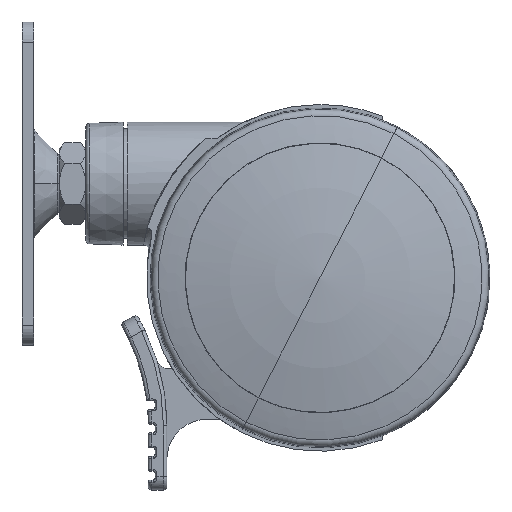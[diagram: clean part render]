
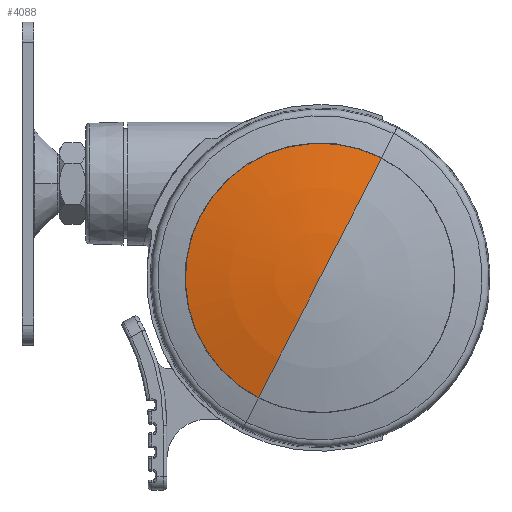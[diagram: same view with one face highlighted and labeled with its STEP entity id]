
A CAD part, left-side view. The second image highlights one B-rep face of the part: STEP entity #4088.
In plain terms, the highlighted toroidal (fillet/blend) face has major radius 3.685 mm and minor radius 200 mm.
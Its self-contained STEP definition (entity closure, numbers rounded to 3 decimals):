
#688 = CARTESIAN_POINT ( 'NONE',  ( 0., 0., 180.466 ) ) ;
#719 = DIRECTION ( 'NONE',  ( -1., 0., 0. ) ) ;
#834 = AXIS2_PLACEMENT_3D ( 'NONE', #8577, #13621, #2336 ) ;
#1381 = VERTEX_POINT ( 'NONE', #15323 ) ;
#1900 = CARTESIAN_POINT ( 'NONE',  ( 0., 0., -14.705 ) ) ;
#1925 = FACE_OUTER_BOUND ( 'NONE', #8563, .T. ) ;
#2336 = DIRECTION ( 'NONE',  ( 0., 0., -1. ) ) ;
#2712 = CARTESIAN_POINT ( 'NONE',  ( 0., 0., -19.5 ) ) ;
#3228 = CIRCLE ( 'NONE', #12430, 200. ) ;
#4088 = ADVANCED_FACE ( 'NONE', ( #1925 ), #9815, .T. ) ;
#5575 = CIRCLE ( 'NONE', #14778, 40. ) ;
#5702 = DIRECTION ( 'NONE',  ( 0., 0., 1. ) ) ;
#5828 = ORIENTED_EDGE ( 'NONE', *, *, #9916, .F. ) ;
#6911 = DIRECTION ( 'NONE',  ( 0., 0., -1. ) ) ;
#6967 = CARTESIAN_POINT ( 'NONE',  ( 3.685, 0., 180.466 ) ) ;
#7936 = CIRCLE ( 'NONE', #834, 200. ) ;
#8563 = EDGE_LOOP ( 'NONE', ( #5828, #9203, #16027 ) ) ;
#8577 = CARTESIAN_POINT ( 'NONE',  ( -3.685, 0., 180.466 ) ) ;
#9203 = ORIENTED_EDGE ( 'NONE', *, *, #15764, .T. ) ;
#9815 = TOROIDAL_SURFACE ( 'NONE', #11951, -3.685, 200. ) ;
#9916 = EDGE_CURVE ( 'NONE', #15599, #1381, #7936, .T. ) ;
#10129 = EDGE_CURVE ( 'NONE', #12253, #1381, #5575, .T. ) ;
#10719 = DIRECTION ( 'NONE',  ( 1., 0., 0. ) ) ;
#11940 = DIRECTION ( 'NONE',  ( 1., 0., 0. ) ) ;
#11951 = AXIS2_PLACEMENT_3D ( 'NONE', #688, #5702, #10719 ) ;
#11997 = DIRECTION ( 'NONE',  ( 0., 1., 0. ) ) ;
#12253 = VERTEX_POINT ( 'NONE', #14979 ) ;
#12430 = AXIS2_PLACEMENT_3D ( 'NONE', #6967, #11997, #719 ) ;
#13621 = DIRECTION ( 'NONE',  ( 0., -1., 0. ) ) ;
#14778 = AXIS2_PLACEMENT_3D ( 'NONE', #1900, #6911, #11940 ) ;
#14979 = CARTESIAN_POINT ( 'NONE',  ( -40., 0., -14.705 ) ) ;
#15323 = CARTESIAN_POINT ( 'NONE',  ( 40., 0., -14.705 ) ) ;
#15599 = VERTEX_POINT ( 'NONE', #2712 ) ;
#15764 = EDGE_CURVE ( 'NONE', #15599, #12253, #3228, .T. ) ;
#16027 = ORIENTED_EDGE ( 'NONE', *, *, #10129, .T. ) ;
